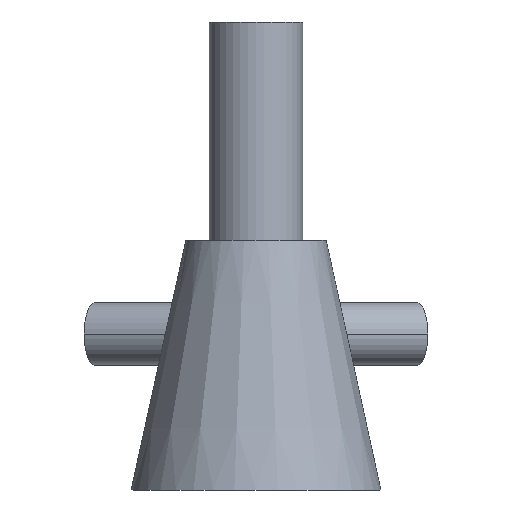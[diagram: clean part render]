
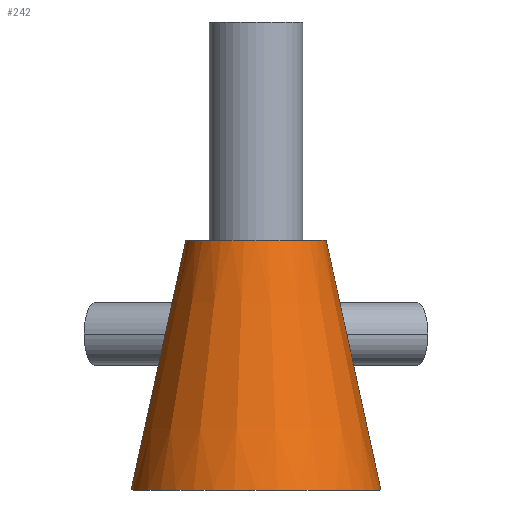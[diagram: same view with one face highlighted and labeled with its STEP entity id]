
A CAD part, front view. The second image highlights one B-rep face of the part: STEP entity #242.
In plain terms, the highlighted conical face has half-angle 12.339 degrees and reference radius 400 mm.
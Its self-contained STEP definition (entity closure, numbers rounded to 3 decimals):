
#163=CARTESIAN_POINT('Vertex',(-400.,0.,0.)) ;
#166=CARTESIAN_POINT('Line Origine',(-312.5,0.,400.)) ;
#170=CARTESIAN_POINT('Vertex',(-225.,0.,800.)) ;
#205=CARTESIAN_POINT('Vertex',(400.,0.,0.)) ;
#208=CARTESIAN_POINT('Axis2P3D Location',(0.,0.,0.)) ;
#219=CARTESIAN_POINT('Axis2P3D Location',(0.,0.,0.)) ;
#225=CARTESIAN_POINT('Control Point',(225.,0.,800.)) ;
#226=CARTESIAN_POINT('Control Point',(312.5,0.,400.)) ;
#227=CARTESIAN_POINT('Control Point',(400.,0.,0.)) ;
#228=CARTESIAN_POINT('Vertex',(225.,0.,800.)) ;
#231=CARTESIAN_POINT('Axis2P3D Location',(0.,0.,800.)) ;
#168=VECTOR('Line Direction',#167,1.) ;
#167=DIRECTION('Vector Direction',(-0.214,0.,-0.977)) ;
#209=DIRECTION('Axis2P3D Direction',(0.,0.,1.)) ;
#220=DIRECTION('Axis2P3D Direction',(0.,0.,-1.)) ;
#221=DIRECTION('Axis2P3D XDirection',(-1.,0.,0.)) ;
#232=DIRECTION('Axis2P3D Direction',(0.,0.,1.)) ;
#210=AXIS2_PLACEMENT_3D('Circle Axis2P3D',#208,#209,$) ;
#222=AXIS2_PLACEMENT_3D('Cone Axis2P3D',#219,#220,#221) ;
#233=AXIS2_PLACEMENT_3D('Circle Axis2P3D',#231,#232,$) ;
#169=LINE('Line',#166,#168) ;
#211=CIRCLE('generated circle',#210,400.) ;
#234=CIRCLE('generated circle',#233,225.) ;
#223=CONICAL_SURFACE('Cone',#222,400.,0.215) ;
#172=EDGE_CURVE('',#171,#164,#169,.T.) ;
#212=EDGE_CURVE('',#164,#206,#211,.T.) ;
#230=EDGE_CURVE('',#229,#206,#224,.T.) ;
#235=EDGE_CURVE('',#171,#229,#234,.T.) ;
#236=EDGE_LOOP('',(#237,#238,#239,#240)) ;
#237=ORIENTED_EDGE('',*,*,#212,.T.) ;
#238=ORIENTED_EDGE('',*,*,#230,.F.) ;
#239=ORIENTED_EDGE('',*,*,#235,.F.) ;
#240=ORIENTED_EDGE('',*,*,#172,.T.) ;
#164=VERTEX_POINT('',#163) ;
#171=VERTEX_POINT('',#170) ;
#206=VERTEX_POINT('',#205) ;
#229=VERTEX_POINT('',#228) ;
#242=ADVANCED_FACE('\X2\96F64EF651E04F554F53\X0\',(#241),#223,.T.) ;
#224=B_SPLINE_CURVE_WITH_KNOTS('',2,(#225,#226,#227),.UNSPECIFIED.,.F.,.U.,(3,3),(-409.458,409.458),.UNSPECIFIED.) ;
#241=FACE_OUTER_BOUND('',#236,.T.) ;
